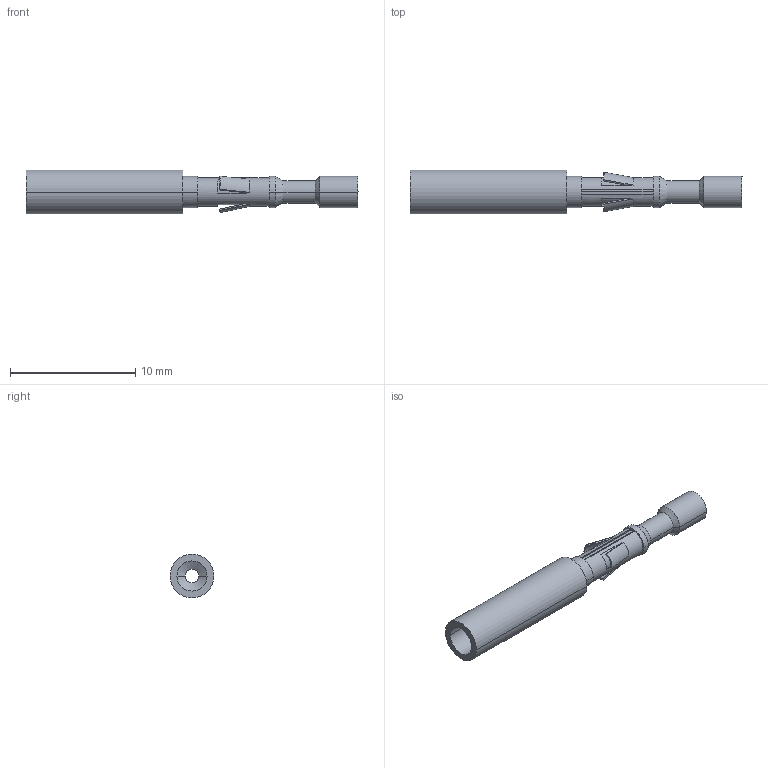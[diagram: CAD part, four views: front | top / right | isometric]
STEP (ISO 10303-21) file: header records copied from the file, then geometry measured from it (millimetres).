
FILE_DESCRIPTION(('Creo Elements/Direct Modeling STEP Export'),'2;1');
FILE_NAME('0lndqdl4d18gtf24440','2017-10-02T17:03:43',(''),(''),'PTC Creo Elements/Direct Modeling STEP processor for AP214 (Solid Model)','PTC Creo Elements/Direct Modeling 19.0E 27-Jun-2016 (C) Parametric Technology GmbH','');
FILE_SCHEMA(('AUTOMOTIVE_DESIGN { 1 0 10303 214 1 1 1 1 }'));
Length unit declared in the file: millimetre
Products named in the file (1): CLF_DD
Bounding box: 26.51 x 3.5 x 3.5 mm (x, y, z)
Volume: 108.7 mm3; surface area: 479 mm2
Topology: 1 solids, 2 shells, 66 faces, 162 edges, 103 vertices
Faces by surface type: plane 28, cylinder 28, cone 6, torus 4
Entity records: 2386 total; most frequent: DIRECTION 324, ORIENTED_EDGE 324, CARTESIAN_POINT 308, EDGE_CURVE 162, AXIS2_PLACEMENT_3D 119, VERTEX_POINT 103, VECTOR 86, LINE 86
